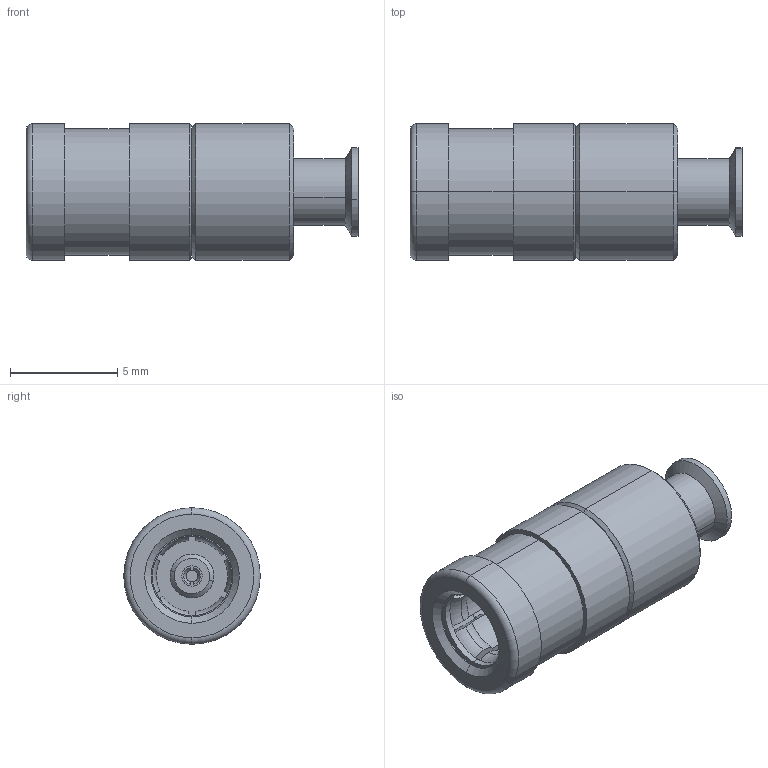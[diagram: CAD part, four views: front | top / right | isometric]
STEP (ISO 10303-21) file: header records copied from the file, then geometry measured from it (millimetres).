
FILE_DESCRIPTION (( 'STEP AP203' ), '1' );
FILE_NAME ('SMB-J-086.STEP', '2025-03-11T09:17:42', ( '' ), ( '' ), 'SwSTEP 2.0', 'SolidWorks 2022', '' );
FILE_SCHEMA (( 'CONFIG_CONTROL_DESIGN' ));
Length unit declared in the file: millimetre
Products named in the file (1): SMB-J-086
Bounding box: 15.45 x 6.35 x 6.35 mm (x, y, z)
Volume: 305.2 mm3; surface area: 691.7 mm2
Topology: 2 solids, 2 shells, 181 faces, 498 edges, 322 vertices
Faces by surface type: plane 75, cylinder 74, cone 18, torus 14
Entity records: 5939 total; most frequent: CARTESIAN_POINT 1086, DIRECTION 1054, ORIENTED_EDGE 996, EDGE_CURVE 498, AXIS2_PLACEMENT_3D 402, VERTEX_POINT 322, VECTOR 250, LINE 250
